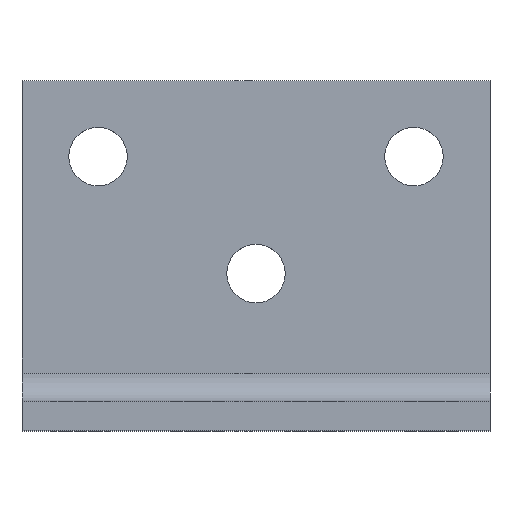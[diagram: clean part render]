
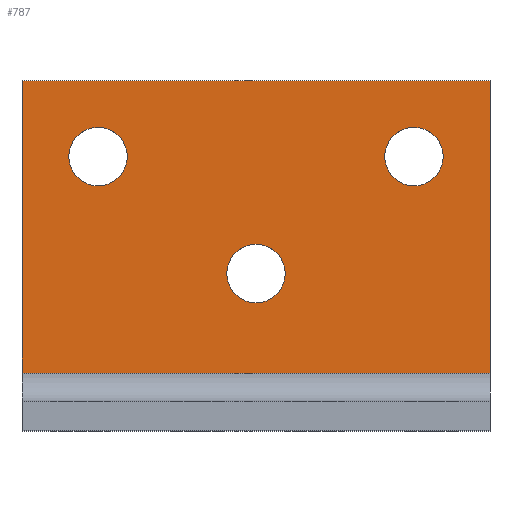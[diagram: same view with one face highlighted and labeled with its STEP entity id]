
A CAD part, top view. The second image highlights one B-rep face of the part: STEP entity #787.
In plain terms, the highlighted planar face has unit normal (0, 0, 1).
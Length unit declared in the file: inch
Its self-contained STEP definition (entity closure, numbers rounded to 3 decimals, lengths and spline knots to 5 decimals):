
#181=DIRECTION('',(0.,1.,0.));
#182=VECTOR('',#181,25.);
#183=CARTESIAN_POINT('',(-20.,5.,-12.5));
#184=LINE('',#183,#182);
#185=DIRECTION('',(1.,0.,0.));
#186=VECTOR('',#185,40.);
#187=CARTESIAN_POINT('',(-20.,30.,-12.5));
#188=LINE('',#187,#186);
#189=DIRECTION('',(0.,-1.,0.));
#190=VECTOR('',#189,25.);
#191=CARTESIAN_POINT('',(20.,30.,-12.5));
#192=LINE('',#191,#190);
#193=CARTESIAN_POINT('',(13.5,23.5,-12.5));
#194=DIRECTION('',(0.,0.,1.));
#195=DIRECTION('',(0.,1.,0.));
#196=AXIS2_PLACEMENT_3D('',#193,#194,#195);
#198=CARTESIAN_POINT('',(13.5,23.5,-12.5));
#199=DIRECTION('',(0.,0.,1.));
#200=DIRECTION('',(0.,-1.,0.));
#201=AXIS2_PLACEMENT_3D('',#198,#199,#200);
#203=CARTESIAN_POINT('',(-13.5,23.5,-12.5));
#204=DIRECTION('',(0.,0.,1.));
#205=DIRECTION('',(0.,1.,0.));
#206=AXIS2_PLACEMENT_3D('',#203,#204,#205);
#208=CARTESIAN_POINT('',(-13.5,23.5,-12.5));
#209=DIRECTION('',(0.,0.,1.));
#210=DIRECTION('',(0.,-1.,0.));
#211=AXIS2_PLACEMENT_3D('',#208,#209,#210);
#213=CARTESIAN_POINT('',(0.,13.5,-12.5));
#214=DIRECTION('',(0.,0.,1.));
#215=DIRECTION('',(0.,1.,0.));
#216=AXIS2_PLACEMENT_3D('',#213,#214,#215);
#218=CARTESIAN_POINT('',(0.,13.5,-12.5));
#219=DIRECTION('',(0.,0.,1.));
#220=DIRECTION('',(0.,-1.,0.));
#221=AXIS2_PLACEMENT_3D('',#218,#219,#220);
#223=DIRECTION('',(-1.,0.,0.));
#224=VECTOR('',#223,40.);
#225=CARTESIAN_POINT('',(20.,5.,-12.5));
#226=LINE('',#225,#224);
#445=CARTESIAN_POINT('',(-20.,5.,-12.5));
#446=CARTESIAN_POINT('',(-20.,30.,-12.5));
#447=VERTEX_POINT('',#445);
#448=VERTEX_POINT('',#446);
#449=CARTESIAN_POINT('',(20.,30.,-12.5));
#450=VERTEX_POINT('',#449);
#451=CARTESIAN_POINT('',(20.,5.,-12.5));
#452=VERTEX_POINT('',#451);
#521=CARTESIAN_POINT('',(13.5,26.,-12.5));
#522=CARTESIAN_POINT('',(13.5,21.,-12.5));
#523=VERTEX_POINT('',#521);
#524=VERTEX_POINT('',#522);
#525=CARTESIAN_POINT('',(-13.5,26.,-12.5));
#526=CARTESIAN_POINT('',(-13.5,21.,-12.5));
#527=VERTEX_POINT('',#525);
#528=VERTEX_POINT('',#526);
#529=CARTESIAN_POINT('',(0.,16.,-12.5));
#530=CARTESIAN_POINT('',(0.,11.,-12.5));
#531=VERTEX_POINT('',#529);
#532=VERTEX_POINT('',#530);
#757=CARTESIAN_POINT('',(-20.,0.,-12.5));
#758=DIRECTION('',(0.,0.,-1.));
#759=DIRECTION('',(-1.,0.,0.));
#760=AXIS2_PLACEMENT_3D('',#757,#758,#759);
#761=PLANE('',#760);
#762=ORIENTED_EDGE('',*,*,#723,.T.);
#763=ORIENTED_EDGE('',*,*,#738,.T.);
#764=ORIENTED_EDGE('',*,*,#751,.T.);
#766=ORIENTED_EDGE('',*,*,#765,.T.);
#767=EDGE_LOOP('',(#762,#763,#764,#766));
#768=FACE_OUTER_BOUND('',#767,.F.);
#770=ORIENTED_EDGE('',*,*,#769,.T.);
#772=ORIENTED_EDGE('',*,*,#771,.T.);
#773=EDGE_LOOP('',(#770,#772));
#774=FACE_BOUND('',#773,.F.);
#776=ORIENTED_EDGE('',*,*,#775,.T.);
#778=ORIENTED_EDGE('',*,*,#777,.T.);
#779=EDGE_LOOP('',(#776,#778));
#780=FACE_BOUND('',#779,.F.);
#782=ORIENTED_EDGE('',*,*,#781,.T.);
#784=ORIENTED_EDGE('',*,*,#783,.T.);
#785=EDGE_LOOP('',(#782,#784));
#786=FACE_BOUND('',#785,.F.);
#197=CIRCLE('',#196,2.5);
#202=CIRCLE('',#201,2.5);
#207=CIRCLE('',#206,2.5);
#212=CIRCLE('',#211,2.5);
#217=CIRCLE('',#216,2.5);
#222=CIRCLE('',#221,2.5);
#723=EDGE_CURVE('',#447,#448,#184,.T.);
#738=EDGE_CURVE('',#448,#450,#188,.T.);
#751=EDGE_CURVE('',#450,#452,#192,.T.);
#765=EDGE_CURVE('',#452,#447,#226,.T.);
#769=EDGE_CURVE('',#523,#524,#197,.T.);
#771=EDGE_CURVE('',#524,#523,#202,.T.);
#775=EDGE_CURVE('',#527,#528,#207,.T.);
#777=EDGE_CURVE('',#528,#527,#212,.T.);
#781=EDGE_CURVE('',#531,#532,#217,.T.);
#783=EDGE_CURVE('',#532,#531,#222,.T.);
#787=ADVANCED_FACE('',(#768,#774,#780,#786),#761,.F.);
